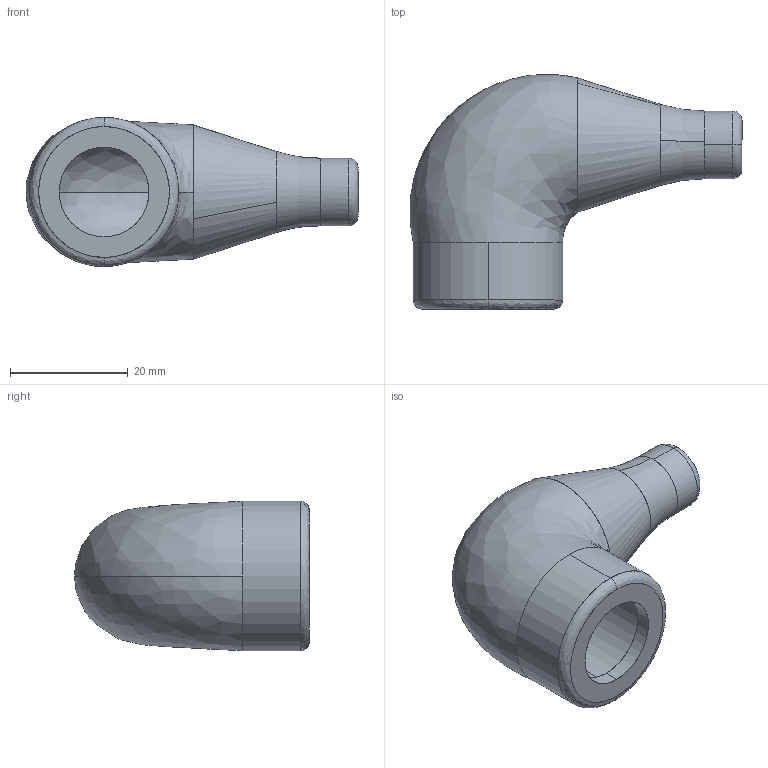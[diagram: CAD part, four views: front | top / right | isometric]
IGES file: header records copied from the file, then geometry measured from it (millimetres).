
Start section: SolidWorks IGES file using analytic representation for surfaces
Global section: file name: NU2RL.IGS; native system: SolidWorks 2013; preprocessor: SolidWorks 2013; author: office; date: 150225.132208; units: inch
Bounding box: 56.45 x 39.94 x 25.4 mm (x, y, z)
Surface area: 7746.2 mm2 (no closed solid volume)
Topology: 0 solids, 0 shells, 31 faces, 630 edges, 630 vertices
Faces by surface type: bspline 21, revolution 10
